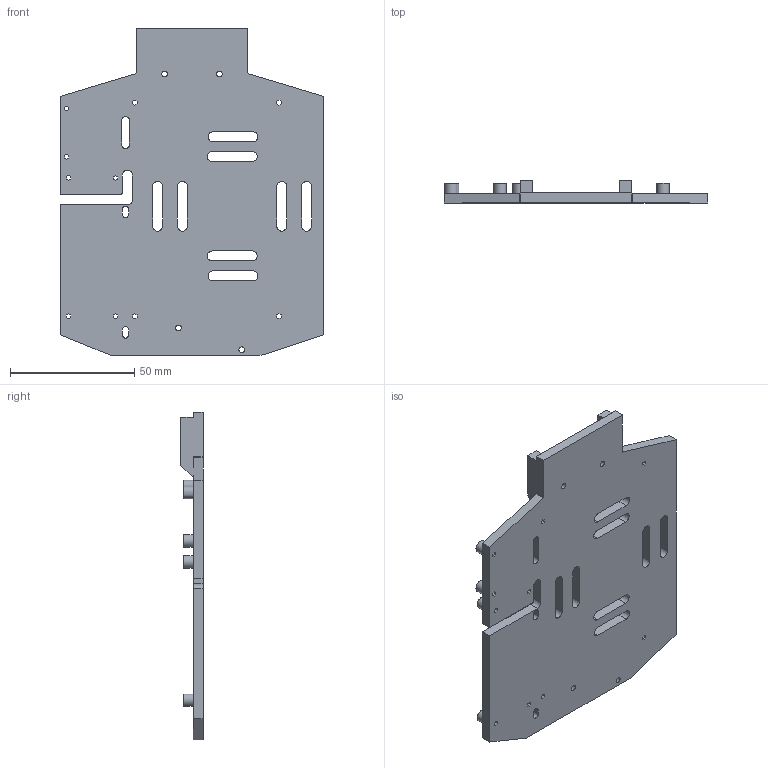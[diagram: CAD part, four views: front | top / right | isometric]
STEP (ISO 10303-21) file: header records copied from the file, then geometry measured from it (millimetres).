
FILE_DESCRIPTION(/* description */ (''),/* implementation_level */ '2;1');
FILE_NAME(/* name */ 'jetracer_latrax_base_board.step',/* time_stamp */ '2019-08-12T10:31:45-07:00',/* author */ (''),/* organization */ (''),/* preprocessor_version */ 'ST-DEVELOPER v18',/* originating_system */ 'Autodesk Translation Framework v8.2.0.1029',/* authorisation */ '');
FILE_SCHEMA (('AUTOMOTIVE_DESIGN { 1 0 10303 214 3 1 1 }'));
Length unit declared in the file: millimetre
Products named in the file (1): Latrax-Rally_v3
Bounding box: 106 x 9 x 132 mm (x, y, z)
Volume: 47796.9 mm3; surface area: 28705.1 mm2
Topology: 1 solids, 1 shells, 186 faces, 510 edges, 340 vertices
Faces by surface type: plane 145, cylinder 41
Full cylindrical faces by diameter (mm): 2.3 x4, 5 x10
Entity records: 5989 total; most frequent: CARTESIAN_POINT 1037, ORIENTED_EDGE 1020, DIRECTION 966, EDGE_CURVE 510, LINE 428, VECTOR 428, VERTEX_POINT 340, AXIS2_PLACEMENT_3D 269
